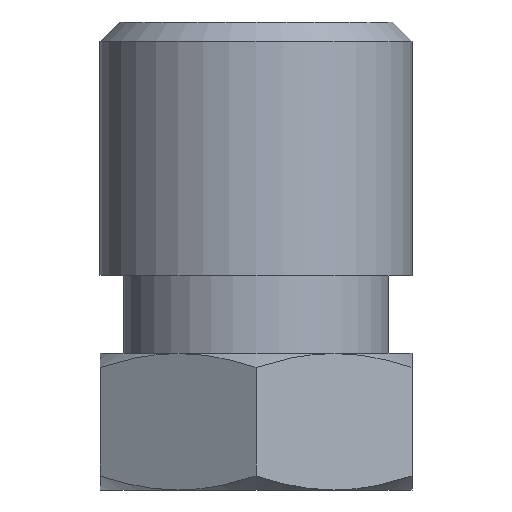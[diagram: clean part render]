
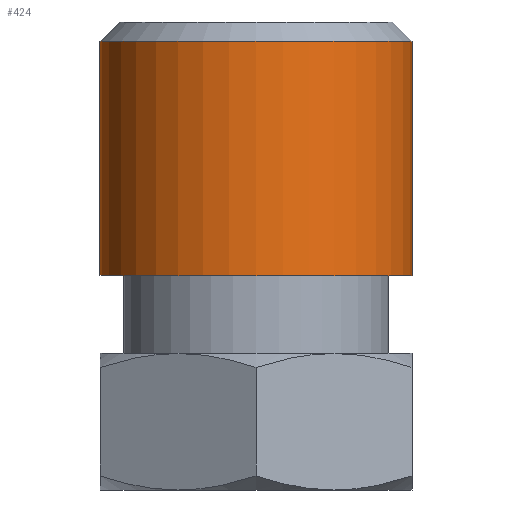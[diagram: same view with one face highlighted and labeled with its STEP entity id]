
A CAD part, front view. The second image highlights one B-rep face of the part: STEP entity #424.
In plain terms, the highlighted cylindrical face has radius 4 mm (diameter 8 mm), a full revolution.
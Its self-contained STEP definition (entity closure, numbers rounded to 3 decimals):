
#21 = VERTEX_POINT ( 'NONE', #715 ) ;
#28 = DIRECTION ( 'NONE',  ( 1., 0., 0. ) ) ;
#36 = CYLINDRICAL_SURFACE ( 'NONE', #796, 4. ) ;
#60 = ORIENTED_EDGE ( 'NONE', *, *, #657, .T. ) ;
#82 = CIRCLE ( 'NONE', #389, 4. ) ;
#132 = EDGE_LOOP ( 'NONE', ( #60 ) ) ;
#154 = EDGE_LOOP ( 'NONE', ( #407 ) ) ;
#201 = DIRECTION ( 'NONE',  ( 0., 0., -1. ) ) ;
#210 = CARTESIAN_POINT ( 'NONE',  ( 0., 0., 11.5 ) ) ;
#214 = EDGE_CURVE ( 'NONE', #754, #754, #82, .T. ) ;
#285 = FACE_OUTER_BOUND ( 'NONE', #154, .T. ) ;
#389 = AXIS2_PLACEMENT_3D ( 'NONE', #660, #478, #28 ) ;
#407 = ORIENTED_EDGE ( 'NONE', *, *, #214, .T. ) ;
#424 = ADVANCED_FACE ( 'NONE', ( #450, #285 ), #36, .T. ) ;
#450 = FACE_OUTER_BOUND ( 'NONE', #132, .T. ) ;
#478 = DIRECTION ( 'NONE',  ( 0., 0., 1. ) ) ;
#503 = AXIS2_PLACEMENT_3D ( 'NONE', #210, #201, #695 ) ;
#545 = DIRECTION ( 'NONE',  ( 0., 0., -1. ) ) ;
#604 = DIRECTION ( 'NONE',  ( -1., 0., 0. ) ) ;
#657 = EDGE_CURVE ( 'NONE', #21, #21, #666, .T. ) ;
#660 = CARTESIAN_POINT ( 'NONE',  ( 0., 0., 5.5 ) ) ;
#666 = CIRCLE ( 'NONE', #503, 4. ) ;
#674 = CARTESIAN_POINT ( 'NONE',  ( 0., 0., 12. ) ) ;
#695 = DIRECTION ( 'NONE',  ( 1., 0., 0. ) ) ;
#715 = CARTESIAN_POINT ( 'NONE',  ( 4., 0., 11.5 ) ) ;
#754 = VERTEX_POINT ( 'NONE', #780 ) ;
#780 = CARTESIAN_POINT ( 'NONE',  ( 4., 0., 5.5 ) ) ;
#796 = AXIS2_PLACEMENT_3D ( 'NONE', #674, #545, #604 ) ;
